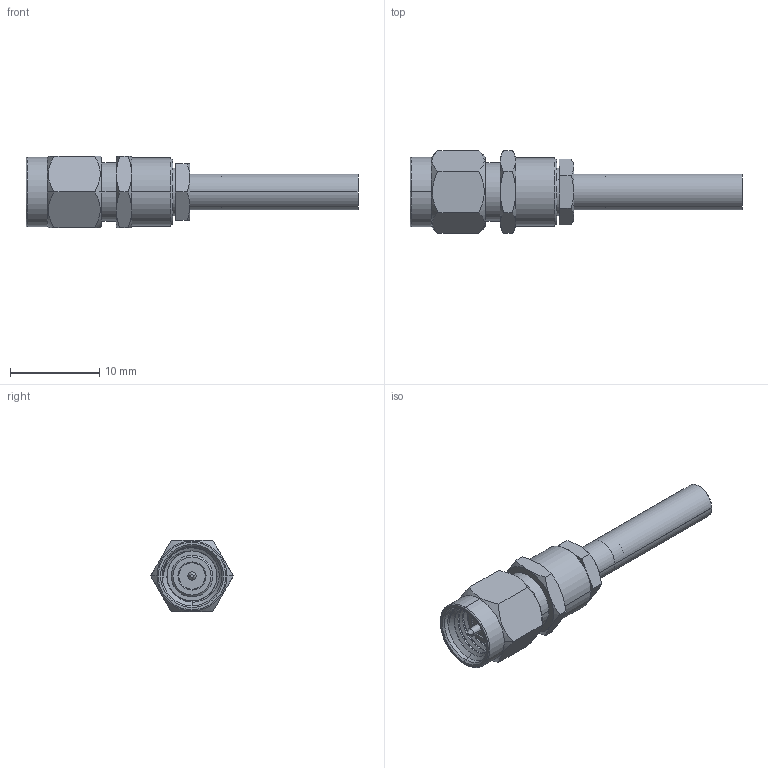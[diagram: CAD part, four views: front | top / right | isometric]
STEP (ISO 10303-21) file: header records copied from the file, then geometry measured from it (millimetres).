
FILE_DESCRIPTION((''),'2;1');
FILE_NAME('132193_SW0002','2020-08-24T21:13:54',('Vijayaragavan'),(''),'CREO PARAMETRIC BY PTC INC, 2019444','CREO PARAMETRIC BY PTC INC, 2019444','');
FILE_SCHEMA(('CONFIG_CONTROL_DESIGN'));
Length unit declared in the file: millimetre
Products named in the file (1): 132193_SW0002
Bounding box: 37.1 x 9.24 x 8 mm (x, y, z)
Volume: 812.7 mm3; surface area: 1341.8 mm2
Topology: 1 solids, 1 shells, 131 faces, 286 edges, 176 vertices
Faces by surface type: cone 44, cylinder 40, plane 39, bspline 6, torus 2
Entity records: 5898 total; most frequent: CARTESIAN_POINT 3051, DIRECTION 582, ORIENTED_EDGE 572, EDGE_CURVE 286, AXIS2_PLACEMENT_3D 245, VERTEX_POINT 176, EDGE_LOOP 150, FACE_OUTER_BOUND 131
